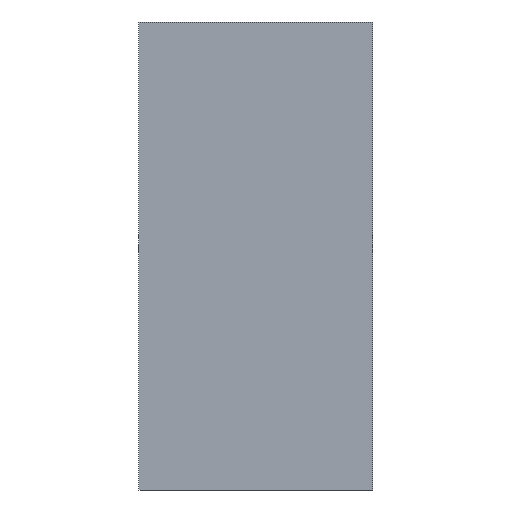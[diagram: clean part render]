
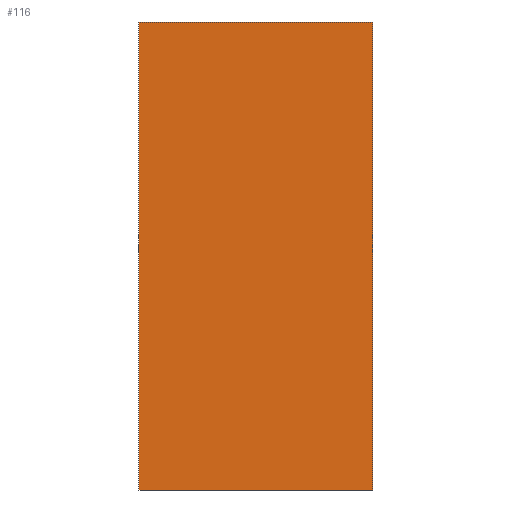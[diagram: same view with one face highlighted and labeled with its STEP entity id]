
A CAD part, front view. The second image highlights one B-rep face of the part: STEP entity #116.
In plain terms, the highlighted planar face has unit normal (0, -1, 0).
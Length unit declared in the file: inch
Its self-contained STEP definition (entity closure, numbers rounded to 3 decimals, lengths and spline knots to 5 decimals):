
#1 = EDGE_LOOP ( 'NONE', ( #76, #75, #74, #77 ) ) ;
#3 = DIRECTION ( 'NONE',  ( 0., 0., 1. ) ) ;
#4 = CARTESIAN_POINT ( 'NONE',  ( 0., 0., 0. ) ) ;
#6 = LINE ( 'NONE', #4, #133 ) ;
#10 = DIRECTION ( 'NONE',  ( -1., 0., 0. ) ) ;
#11 = CARTESIAN_POINT ( 'NONE',  ( 0., 0., -0.75 ) ) ;
#12 = LINE ( 'NONE', #11, #131 ) ;
#39 = DIRECTION ( 'NONE',  ( 0., 0., -1. ) ) ;
#40 = DIRECTION ( 'NONE',  ( 0., -1., 0. ) ) ;
#41 = CARTESIAN_POINT ( 'NONE',  ( 0., 0., 0. ) ) ;
#48 = DIRECTION ( 'NONE',  ( 1., 0., 0. ) ) ;
#49 = CARTESIAN_POINT ( 'NONE',  ( 0.375, 0., 0. ) ) ;
#50 = LINE ( 'NONE', #49, #163 ) ;
#51 = DIRECTION ( 'NONE',  ( 0., 0., -1. ) ) ;
#52 = CARTESIAN_POINT ( 'NONE',  ( 0.375, 0., -0.75 ) ) ;
#53 = LINE ( 'NONE', #52, #160 ) ;
#54 = PLANE ( 'NONE',  #138 ) ;
#58 = CARTESIAN_POINT ( 'NONE',  ( 0.375, 0., 0. ) ) ;
#59 = CARTESIAN_POINT ( 'NONE',  ( 0.375, 0., -0.75 ) ) ;
#62 = CARTESIAN_POINT ( 'NONE',  ( 0., 0., -0.75 ) ) ;
#65 = CARTESIAN_POINT ( 'NONE',  ( 0., 0., 0. ) ) ;
#66 = VERTEX_POINT ( 'NONE', #65 ) ;
#69 = VERTEX_POINT ( 'NONE', #62 ) ;
#72 = VERTEX_POINT ( 'NONE', #59 ) ;
#73 = VERTEX_POINT ( 'NONE', #58 ) ;
#74 = ORIENTED_EDGE ( 'NONE', *, *, #124, .F. ) ;
#75 = ORIENTED_EDGE ( 'NONE', *, *, #126, .F. ) ;
#76 = ORIENTED_EDGE ( 'NONE', *, *, #113, .F. ) ;
#77 = ORIENTED_EDGE ( 'NONE', *, *, #112, .F. ) ;
#112 = EDGE_CURVE ( 'NONE', #73, #72, #53, .T. ) ;
#113 = EDGE_CURVE ( 'NONE', #66, #73, #50, .T. ) ;
#116 = ADVANCED_FACE ( 'NONE', ( #161 ), #54, .T. ) ;
#124 = EDGE_CURVE ( 'NONE', #72, #69, #12, .T. ) ;
#126 = EDGE_CURVE ( 'NONE', #69, #66, #6, .T. ) ;
#131 = VECTOR ( 'NONE', #10, 39.37008 ) ;
#133 = VECTOR ( 'NONE', #3, 39.37008 ) ;
#138 = AXIS2_PLACEMENT_3D ( 'NONE', #41, #40, #39 ) ;
#160 = VECTOR ( 'NONE', #51, 39.37008 ) ;
#161 = FACE_OUTER_BOUND ( 'NONE', #1, .T. ) ;
#163 = VECTOR ( 'NONE', #48, 39.37008 ) ;
